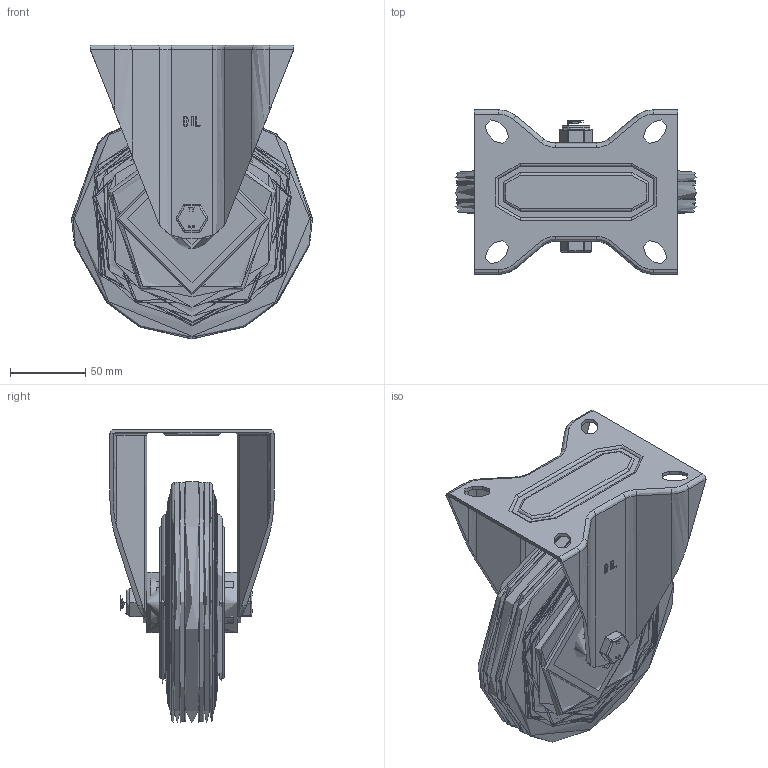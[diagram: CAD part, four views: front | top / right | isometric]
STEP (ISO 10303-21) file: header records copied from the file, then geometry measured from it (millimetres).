
FILE_DESCRIPTION(/* description */ ('','CAx-IF Rec.Pracs.---Representation and Presentation of Product Manufacturing Information (PMI)---4.0---2014-10-13'),/* implementation_level */ '2;1');
FILE_NAME(/* name */ 'BZMMF160PSB.step',/* time_stamp */ '2024-12-02T12:36:58Z',/* author */ (''),/* organization */ (''),/* preprocessor_version */ 'ST-DEVELOPER v20',/* originating_system */ 'Autodesk Translation Framework v13.20.0.188',/* authorisation */ '');
FILE_SCHEMA (('AP242_MANAGED_MODEL_BASED_3D_ENGINEERING_MIM_LF { 1 0 10303 442 1 1 4 }'));
Products named in the file (20): BZMMF160PSB; BZMMF150ASLITE v1; ZINC PLATED, PRESSED STEEL BRACKET; BZH160WPSRB v1; RUBBER TYRE; POLYPROPYLENE RIM; POLYPROPYLENE RIM Geometry; CAP; ROLLER BEARING; CAGE; Pattern; Component1; TUBEM20X60 v1; ZINC PLATED STEEL TUBE; HEXBOLTM12X80Z8.8 v2; GRADE 8.8 ZINC PLATED BOLT; NYLOCM12Z v1; NYLOC NUT; NUT; RUBBER
Assembly tree (26 placements, depth 5):
  BZMMF160PSB
    BZMMF150ASLITE v1
      ZINC PLATED, PRESSED STEEL BRACKET
    BZH160WPSRB v1
      RUBBER TYRE
      POLYPROPYLENE RIM
        POLYPROPYLENE RIM Geometry
        CAP
      ROLLER BEARING
        CAGE
        Pattern
          Component1  x8
    TUBEM20X60 v1
      ZINC PLATED STEEL TUBE
    HEXBOLTM12X80Z8.8 v2
      GRADE 8.8 ZINC PLATED BOLT
    NYLOCM12Z v1
      NYLOC NUT
        NUT
        RUBBER
Bounding box: 160 x 109 x 195 mm (x, y, z)
Volume: 694880.6 mm3; surface area: 224596 mm2
Topology: 17 solids, 17 shells, 745 faces, 1886 edges, 1190 vertices
Faces by surface type: plane 224, cylinder 191, bspline 179, torus 93, cone 40, sphere 18
Full cylindrical faces by diameter (mm): 7.5 x8, 9.836 x18, 11.834 x18, 12 x3, 12.25 x2, 12.5 x1, 14 x2, 18 x1, 18.5 x1, 19.9 x1, 20 x3, 34 x2, 34.9 x1, 35 x1, 40 x2, 85 x2, 94 x2, 101 x2, 158.4 x2
Entity records: 56072 total; most frequent: CARTESIAN_POINT 38853, ORIENTED_EDGE 3730, DIRECTION 3183, EDGE_CURVE 1865, AXIS2_PLACEMENT_3D 1254, VERTEX_POINT 1176, EDGE_LOOP 781, FACE_OUTER_BOUND 724
